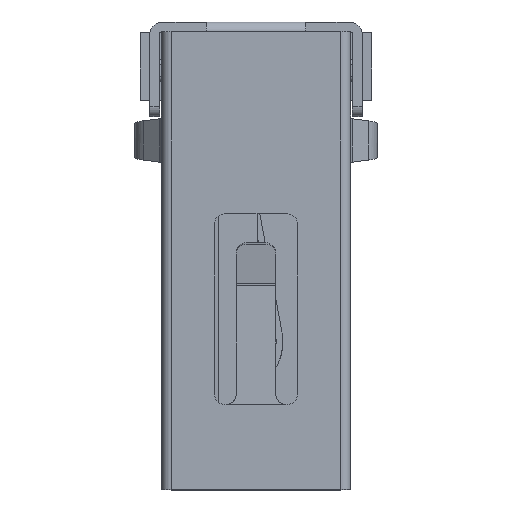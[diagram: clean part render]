
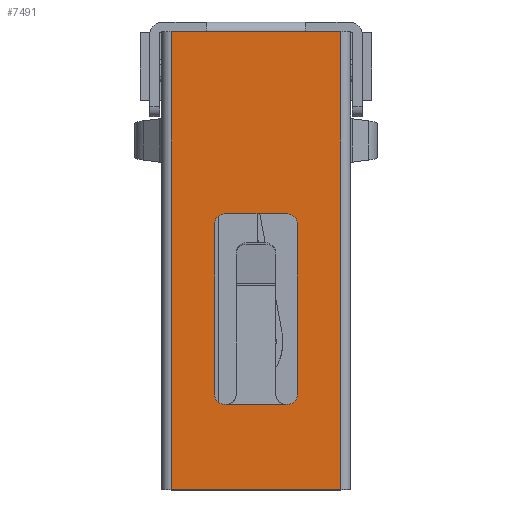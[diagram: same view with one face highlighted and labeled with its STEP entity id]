
A CAD part, top view. The second image highlights one B-rep face of the part: STEP entity #7491.
In plain terms, the highlighted planar face has unit normal (0, 0, 1).
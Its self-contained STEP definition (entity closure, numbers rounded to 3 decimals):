
#220 = AXIS2_PLACEMENT_3D ( 'NONE', #14508, #16102, #23583 ) ;
#1106 = DIRECTION ( 'NONE',  ( -1., 0., 0. ) ) ;
#1350 = EDGE_CURVE ( 'NONE', #17412, #5563, #13091, .T. ) ;
#1448 = AXIS2_PLACEMENT_3D ( 'NONE', #16487, #17871, #1106 ) ;
#1456 = DIRECTION ( 'NONE',  ( 1., 0., 0. ) ) ;
#1488 = FACE_BOUND ( 'NONE', #21343, .T. ) ;
#1520 = CARTESIAN_POINT ( 'NONE',  ( -0.95, -0.391, 13.8 ) ) ;
#1946 = LINE ( 'NONE', #9406, #7891 ) ;
#2151 = LINE ( 'NONE', #7883, #13866 ) ;
#2199 = DIRECTION ( 'NONE',  ( -1., 0., 0. ) ) ;
#2969 = CARTESIAN_POINT ( 'NONE',  ( -0.95, -6.141, 13.8 ) ) ;
#2985 = CIRCLE ( 'NONE', #13864, 0.3 ) ;
#3232 = DIRECTION ( 'NONE',  ( 0., 0., 1. ) ) ;
#3276 = CARTESIAN_POINT ( 'NONE',  ( 2.56, 5.099, 13.8 ) ) ;
#3459 = PLANE ( 'NONE',  #7429 ) ;
#3663 = VECTOR ( 'NONE', #12461, 1000. ) ;
#3783 = ORIENTED_EDGE ( 'NONE', *, *, #10796, .F. ) ;
#3817 = VERTEX_POINT ( 'NONE', #9006 ) ;
#3957 = LINE ( 'NONE', #13234, #9602 ) ;
#4068 = VECTOR ( 'NONE', #18188, 1000. ) ;
#4116 = CARTESIAN_POINT ( 'NONE',  ( -2.56, 5.099, 13.8 ) ) ;
#4153 = DIRECTION ( 'NONE',  ( 0., 0., -1. ) ) ;
#4470 = VECTOR ( 'NONE', #18708, 1000. ) ;
#4639 = LINE ( 'NONE', #4763, #21887 ) ;
#4650 = VECTOR ( 'NONE', #14693, 1000. ) ;
#4763 = CARTESIAN_POINT ( 'NONE',  ( -1.25, -0.691, 13.8 ) ) ;
#4779 = DIRECTION ( 'NONE',  ( 0., -1., 0. ) ) ;
#4997 = ORIENTED_EDGE ( 'NONE', *, *, #9547, .T. ) ;
#5037 = CARTESIAN_POINT ( 'NONE',  ( -1.5, 5.099, 13.8 ) ) ;
#5059 = FACE_OUTER_BOUND ( 'NONE', #23746, .T. ) ;
#5502 = CIRCLE ( 'NONE', #19161, 0.3 ) ;
#5563 = VERTEX_POINT ( 'NONE', #20361 ) ;
#5892 = EDGE_CURVE ( 'NONE', #13863, #23435, #3957, .T. ) ;
#6222 = DIRECTION ( 'NONE',  ( 0., 1., 0. ) ) ;
#7057 = VECTOR ( 'NONE', #17221, 1000. ) ;
#7429 = AXIS2_PLACEMENT_3D ( 'NONE', #20315, #3232, #10785 ) ;
#7491 = ADVANCED_FACE ( 'NONE', ( #5059, #1488 ), #3459, .T. ) ;
#7870 = EDGE_CURVE ( 'NONE', #10662, #22334, #9660, .T. ) ;
#7883 = CARTESIAN_POINT ( 'NONE',  ( 1.25, -5.841, 13.8 ) ) ;
#7891 = VECTOR ( 'NONE', #2199, 1000. ) ;
#8066 = VERTEX_POINT ( 'NONE', #17585 ) ;
#8457 = CARTESIAN_POINT ( 'NONE',  ( -2.56, 5.099, 13.8 ) ) ;
#8675 = EDGE_CURVE ( 'NONE', #9220, #21183, #4639, .T. ) ;
#9006 = CARTESIAN_POINT ( 'NONE',  ( 2.56, -8.701, 13.8 ) ) ;
#9220 = VERTEX_POINT ( 'NONE', #13124 ) ;
#9313 = LINE ( 'NONE', #11242, #4470 ) ;
#9314 = EDGE_CURVE ( 'NONE', #10662, #9786, #19115, .T. ) ;
#9344 = ORIENTED_EDGE ( 'NONE', *, *, #7870, .T. ) ;
#9406 = CARTESIAN_POINT ( 'NONE',  ( 2.56, -8.701, 13.8 ) ) ;
#9547 = EDGE_CURVE ( 'NONE', #13863, #16273, #2985, .T. ) ;
#9598 = VECTOR ( 'NONE', #12472, 1000. ) ;
#9602 = VECTOR ( 'NONE', #16667, 1000. ) ;
#9660 = LINE ( 'NONE', #9774, #7057 ) ;
#9678 = CIRCLE ( 'NONE', #1448, 0.3 ) ;
#9774 = CARTESIAN_POINT ( 'NONE',  ( -1.5, 5.099, 13.8 ) ) ;
#9786 = VERTEX_POINT ( 'NONE', #23193 ) ;
#9840 = VERTEX_POINT ( 'NONE', #11927 ) ;
#10156 = LINE ( 'NONE', #8457, #3663 ) ;
#10662 = VERTEX_POINT ( 'NONE', #12090 ) ;
#10770 = EDGE_CURVE ( 'NONE', #17412, #19733, #21997, .T. ) ;
#10785 = DIRECTION ( 'NONE',  ( 1., 0., 0. ) ) ;
#10796 = EDGE_CURVE ( 'NONE', #14842, #19733, #16021, .T. ) ;
#10830 = VECTOR ( 'NONE', #1456, 1000. ) ;
#10831 = EDGE_CURVE ( 'NONE', #9220, #23435, #9678, .T. ) ;
#11242 = CARTESIAN_POINT ( 'NONE',  ( 2.56, 5.099, 13.8 ) ) ;
#11927 = CARTESIAN_POINT ( 'NONE',  ( 2.56, 5.099, 13.8 ) ) ;
#12090 = CARTESIAN_POINT ( 'NONE',  ( -1.5, 5.099, 13.8 ) ) ;
#12421 = ORIENTED_EDGE ( 'NONE', *, *, #22804, .T. ) ;
#12461 = DIRECTION ( 'NONE',  ( 0., -1., 0. ) ) ;
#12472 = DIRECTION ( 'NONE',  ( 1., 0., 0. ) ) ;
#12544 = EDGE_CURVE ( 'NONE', #8066, #5563, #24054, .T. ) ;
#12808 = CARTESIAN_POINT ( 'NONE',  ( 0.9, -6.141, 13.8 ) ) ;
#12936 = ORIENTED_EDGE ( 'NONE', *, *, #10831, .T. ) ;
#13091 = LINE ( 'NONE', #24135, #4650 ) ;
#13124 = CARTESIAN_POINT ( 'NONE',  ( -1.25, -0.691, 13.8 ) ) ;
#13234 = CARTESIAN_POINT ( 'NONE',  ( 0.95, -0.391, 13.8 ) ) ;
#13797 = CARTESIAN_POINT ( 'NONE',  ( -0.95, -5.841, 13.8 ) ) ;
#13863 = VERTEX_POINT ( 'NONE', #19433 ) ;
#13864 = AXIS2_PLACEMENT_3D ( 'NONE', #22984, #4153, #6222 ) ;
#13866 = VECTOR ( 'NONE', #19122, 1000. ) ;
#13964 = CARTESIAN_POINT ( 'NONE',  ( 0.9, -6.141, 13.8 ) ) ;
#14508 = CARTESIAN_POINT ( 'NONE',  ( 0.95, -5.841, 13.8 ) ) ;
#14693 = DIRECTION ( 'NONE',  ( 1., 0., 0. ) ) ;
#14842 = VERTEX_POINT ( 'NONE', #17852 ) ;
#15227 = VERTEX_POINT ( 'NONE', #16568 ) ;
#15770 = ORIENTED_EDGE ( 'NONE', *, *, #23795, .F. ) ;
#15894 = ORIENTED_EDGE ( 'NONE', *, *, #15980, .T. ) ;
#15980 = EDGE_CURVE ( 'NONE', #9840, #9786, #9313, .T. ) ;
#16021 = LINE ( 'NONE', #2969, #10830 ) ;
#16057 = EDGE_CURVE ( 'NONE', #9840, #3817, #19557, .T. ) ;
#16102 = DIRECTION ( 'NONE',  ( 0., 0., -1. ) ) ;
#16210 = ORIENTED_EDGE ( 'NONE', *, *, #5892, .F. ) ;
#16273 = VERTEX_POINT ( 'NONE', #17924 ) ;
#16365 = DIRECTION ( 'NONE',  ( -1., 0., 0. ) ) ;
#16487 = CARTESIAN_POINT ( 'NONE',  ( -0.95, -0.691, 13.8 ) ) ;
#16568 = CARTESIAN_POINT ( 'NONE',  ( -2.56, -8.701, 13.8 ) ) ;
#16667 = DIRECTION ( 'NONE',  ( -1., 0., 0. ) ) ;
#17221 = DIRECTION ( 'NONE',  ( -1., 0., 0. ) ) ;
#17412 = VERTEX_POINT ( 'NONE', #13964 ) ;
#17517 = ORIENTED_EDGE ( 'NONE', *, *, #22041, .F. ) ;
#17585 = CARTESIAN_POINT ( 'NONE',  ( 1.25, -5.841, 13.8 ) ) ;
#17730 = DIRECTION ( 'NONE',  ( 0., 0., -1. ) ) ;
#17852 = CARTESIAN_POINT ( 'NONE',  ( -0.95, -6.141, 13.8 ) ) ;
#17871 = DIRECTION ( 'NONE',  ( 0., 0., -1. ) ) ;
#17924 = CARTESIAN_POINT ( 'NONE',  ( 1.25, -0.691, 13.8 ) ) ;
#18028 = ORIENTED_EDGE ( 'NONE', *, *, #16057, .F. ) ;
#18188 = DIRECTION ( 'NONE',  ( 0., -1., 0. ) ) ;
#18500 = ORIENTED_EDGE ( 'NONE', *, *, #9314, .F. ) ;
#18648 = VECTOR ( 'NONE', #16365, 1000. ) ;
#18674 = ORIENTED_EDGE ( 'NONE', *, *, #10770, .T. ) ;
#18708 = DIRECTION ( 'NONE',  ( -1., 0., 0. ) ) ;
#18844 = ORIENTED_EDGE ( 'NONE', *, *, #1350, .F. ) ;
#19115 = LINE ( 'NONE', #5037, #9598 ) ;
#19122 = DIRECTION ( 'NONE',  ( 0., 1., 0. ) ) ;
#19161 = AXIS2_PLACEMENT_3D ( 'NONE', #13797, #17730, #4779 ) ;
#19181 = ORIENTED_EDGE ( 'NONE', *, *, #12544, .T. ) ;
#19433 = CARTESIAN_POINT ( 'NONE',  ( 0.95, -0.391, 13.8 ) ) ;
#19557 = LINE ( 'NONE', #3276, #4068 ) ;
#19616 = CARTESIAN_POINT ( 'NONE',  ( -0.9, -6.141, 13.8 ) ) ;
#19733 = VERTEX_POINT ( 'NONE', #19616 ) ;
#20315 = CARTESIAN_POINT ( 'NONE',  ( 2.86, 5.399, 13.8 ) ) ;
#20361 = CARTESIAN_POINT ( 'NONE',  ( 0.95, -6.141, 13.8 ) ) ;
#21066 = EDGE_CURVE ( 'NONE', #14842, #21183, #5502, .T. ) ;
#21183 = VERTEX_POINT ( 'NONE', #23057 ) ;
#21343 = EDGE_LOOP ( 'NONE', ( #4997, #15770, #19181, #18844, #18674, #3783, #21408, #22135, #12936, #16210 ) ) ;
#21408 = ORIENTED_EDGE ( 'NONE', *, *, #21066, .T. ) ;
#21887 = VECTOR ( 'NONE', #23346, 1000. ) ;
#21997 = LINE ( 'NONE', #12808, #18648 ) ;
#22041 = EDGE_CURVE ( 'NONE', #3817, #15227, #1946, .T. ) ;
#22135 = ORIENTED_EDGE ( 'NONE', *, *, #8675, .F. ) ;
#22334 = VERTEX_POINT ( 'NONE', #4116 ) ;
#22804 = EDGE_CURVE ( 'NONE', #22334, #15227, #10156, .T. ) ;
#22984 = CARTESIAN_POINT ( 'NONE',  ( 0.95, -0.691, 13.8 ) ) ;
#23057 = CARTESIAN_POINT ( 'NONE',  ( -1.25, -5.841, 13.8 ) ) ;
#23193 = CARTESIAN_POINT ( 'NONE',  ( 1.5, 5.099, 13.8 ) ) ;
#23346 = DIRECTION ( 'NONE',  ( 0., -1., 0. ) ) ;
#23435 = VERTEX_POINT ( 'NONE', #1520 ) ;
#23583 = DIRECTION ( 'NONE',  ( 1., 0., 0. ) ) ;
#23746 = EDGE_LOOP ( 'NONE', ( #15894, #18500, #9344, #12421, #17517, #18028 ) ) ;
#23795 = EDGE_CURVE ( 'NONE', #8066, #16273, #2151, .T. ) ;
#24054 = CIRCLE ( 'NONE', #220, 0.3 ) ;
#24135 = CARTESIAN_POINT ( 'NONE',  ( 0.9, -6.141, 13.8 ) ) ;
